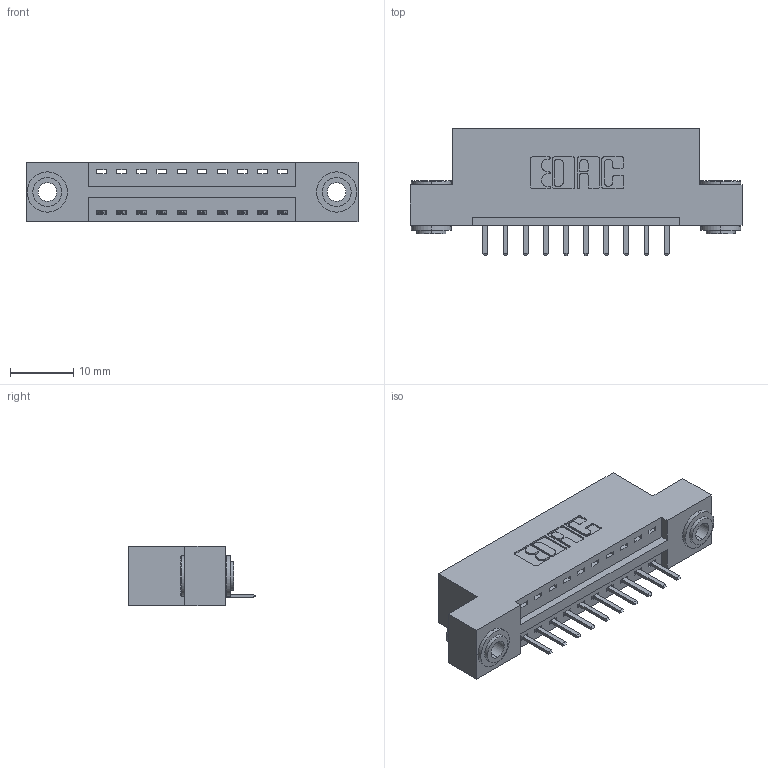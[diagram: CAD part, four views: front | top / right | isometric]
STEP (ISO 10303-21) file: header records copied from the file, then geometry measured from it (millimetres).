
FILE_DESCRIPTION (( 'STEP AP203' ), '1' );
FILE_NAME ('396-010-520-103.STEP', '2018-08-31T02:03:41', ( '' ), ( '' ), 'SwSTEP 2.0', 'SolidWorks 2016', '' );
FILE_SCHEMA (( 'CONFIG_CONTROL_DESIGN' ));
Length unit declared in the file: inch
Products named in the file (4): 396-010-520-103; 346 Part_Flush Mounting Lugs - 0.156 Dia-TH; 345-292-001_345-293-120; 345-250-002_345-250-002-102
Assembly tree (13 placements, depth 2):
  396-010-520-103
    346 Part_Flush Mounting Lugs - 0.156 Dia-TH
    345-292-001_345-293-120  x10
    345-250-002_345-250-002-102  x2
Bounding box: 52.32 x 20.02 x 9.4 mm (x, y, z)
Volume: 4778.7 mm3; surface area: 5750.6 mm2
Topology: 13 solids, 13 shells, 780 faces, 2245 edges, 1466 vertices
Faces by surface type: plane 506, cylinder 266, cone 8
Entity records: 11278 total; most frequent: CARTESIAN_POINT 1933, ORIENTED_EDGE 1858, DIRECTION 1763, EDGE_CURVE 929, VECTOR 729, LINE 729, VERTEX_POINT 614, AXIS2_PLACEMENT_3D 517
